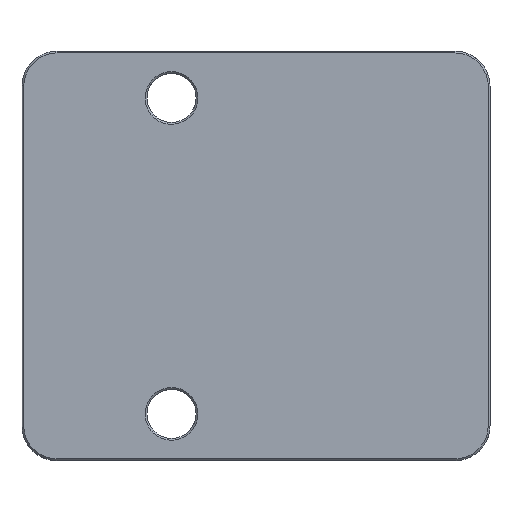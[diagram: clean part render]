
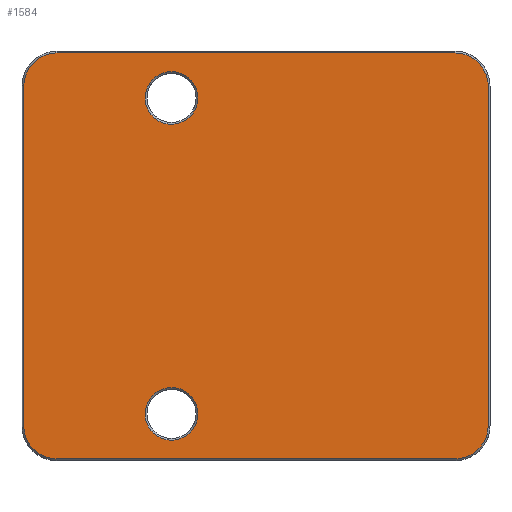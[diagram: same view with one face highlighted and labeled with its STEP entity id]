
A CAD part, top view. The second image highlights one B-rep face of the part: STEP entity #1584.
In plain terms, the highlighted free-form (B-spline) face has degree [1, 1] with [2, 2] control points.
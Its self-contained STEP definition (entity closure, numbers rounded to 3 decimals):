
#1461=CARTESIAN_POINT('',(-22.,19.5,0.));
#1462=CARTESIAN_POINT('',(-22.,-24.5,0.));
#1463=CARTESIAN_POINT('',(22.,19.5,0.));
#1464=CARTESIAN_POINT('',(22.,-24.5,0.));
#1465=B_SPLINE_SURFACE_WITH_KNOTS('',1,1,((#1461,#1462),(#1463,#1464)),.PLANE_SURF.,.F.,.F.,.U.,(2,2),(2,2),(0.,1.),(0.,1.),.UNSPECIFIED.);
#1466=CARTESIAN_POINT('',(17.,-17.35,0.));
#1467=VERTEX_POINT('',#1466);
#1468=CARTESIAN_POINT('',(-17.,-17.35,0.));
#1469=VERTEX_POINT('',#1468);
#1470=CARTESIAN_POINT('',(17.,-17.35,0.));
#1471=CARTESIAN_POINT('',(-17.,-17.35,0.));
#1472=B_SPLINE_CURVE_WITH_KNOTS('',1,(#1470,#1471),.POLYLINE_FORM.,.F.,.U.,(2,2),(0.,1.),.UNSPECIFIED.);
#1473=EDGE_CURVE('',#1467,#1469,#1472,.T.);
#1474=ORIENTED_EDGE('',*,*,#1473,.T.);
#1475=CARTESIAN_POINT('',(-19.85,-14.5,0.));
#1476=VERTEX_POINT('',#1475);
#1477=CARTESIAN_POINT('',(-17.,-17.35,0.));
#1478=CARTESIAN_POINT('',(-19.85,-17.35,0.));
#1479=CARTESIAN_POINT('',(-19.85,-14.5,0.));
#1480=(BOUNDED_CURVE()B_SPLINE_CURVE(2,(#1477,#1478,#1479),.CIRCULAR_ARC.,.F.,.U.)B_SPLINE_CURVE_WITH_KNOTS((3,3),(0.,1.),.UNSPECIFIED.)CURVE()GEOMETRIC_REPRESENTATION_ITEM()RATIONAL_B_SPLINE_CURVE((1.,0.707,1.))REPRESENTATION_ITEM(''));
#1481=EDGE_CURVE('',#1469,#1476,#1480,.T.);
#1482=ORIENTED_EDGE('',*,*,#1481,.T.);
#1483=CARTESIAN_POINT('',(-19.849,14.497,0.));
#1484=VERTEX_POINT('',#1483);
#1485=CARTESIAN_POINT('',(-19.85,-14.5,0.));
#1486=CARTESIAN_POINT('',(-19.85,-7.828,0.));
#1487=CARTESIAN_POINT('',(-19.85,1.573,0.));
#1488=CARTESIAN_POINT('',(-19.85,6.121,0.));
#1489=CARTESIAN_POINT('',(-19.85,9.199,0.));
#1490=CARTESIAN_POINT('',(-19.85,11.154,0.));
#1491=CARTESIAN_POINT('',(-19.85,12.548,0.));
#1492=CARTESIAN_POINT('',(-19.85,13.68,0.));
#1493=CARTESIAN_POINT('',(-19.85,14.306,0.));
#1494=CARTESIAN_POINT('',(-19.849,14.497,0.));
#1495=B_SPLINE_CURVE_WITH_KNOTS('',2,(#1485,#1486,#1487,#1488,#1489,#1490,#1491,#1492,#1493,#1494),.UNSPECIFIED.,.F.,.U.,(3,1,1,1,1,1,1,1,3),(0.,0.458,0.645,0.77,0.857,0.905,0.952,0.982,0.995),.UNSPECIFIED.);
#1496=EDGE_CURVE('',#1476,#1484,#1495,.T.);
#1497=ORIENTED_EDGE('',*,*,#1496,.T.);
#1498=CARTESIAN_POINT('',(-17.003,17.349,0.));
#1499=VERTEX_POINT('',#1498);
#1500=CARTESIAN_POINT('',(-19.849,14.497,0.));
#1501=CARTESIAN_POINT('',(-19.85,15.678,0.));
#1502=CARTESIAN_POINT('',(-19.015,16.513,0.));
#1503=CARTESIAN_POINT('',(-18.182,17.347,0.));
#1504=CARTESIAN_POINT('',(-17.003,17.349,0.));
#1505=(BOUNDED_CURVE()B_SPLINE_CURVE(2,(#1500,#1501,#1502,#1503,#1504),.CIRCULAR_ARC.,.F.,.U.)B_SPLINE_CURVE_WITH_KNOTS((3,2,3),(0.,0.5,0.999),.UNSPECIFIED.)CURVE()GEOMETRIC_REPRESENTATION_ITEM()RATIONAL_B_SPLINE_CURVE((1.,0.924,1.,0.924,1.))REPRESENTATION_ITEM(''));
#1506=EDGE_CURVE('',#1484,#1499,#1505,.T.);
#1507=ORIENTED_EDGE('',*,*,#1506,.T.);
#1508=CARTESIAN_POINT('',(16.998,17.35,0.));
#1509=VERTEX_POINT('',#1508);
#1510=CARTESIAN_POINT('',(-17.003,17.35,0.));
#1511=CARTESIAN_POINT('',(16.997,17.35,0.));
#1512=B_SPLINE_CURVE_WITH_KNOTS('',1,(#1510,#1511),.POLYLINE_FORM.,.F.,.U.,(2,2),(0.,1.),.UNSPECIFIED.);
#1513=EDGE_CURVE('',#1499,#1509,#1512,.T.);
#1514=ORIENTED_EDGE('',*,*,#1513,.T.);
#1515=CARTESIAN_POINT('',(19.85,14.498,0.));
#1516=VERTEX_POINT('',#1515);
#1517=CARTESIAN_POINT('',(17.,17.35,0.));
#1518=CARTESIAN_POINT('',(18.181,17.35,0.));
#1519=CARTESIAN_POINT('',(19.016,16.514,0.));
#1520=CARTESIAN_POINT('',(19.85,15.68,0.));
#1521=CARTESIAN_POINT('',(19.85,14.5,0.));
#1522=(BOUNDED_CURVE()B_SPLINE_CURVE(2,(#1517,#1518,#1519,#1520,#1521),.CIRCULAR_ARC.,.F.,.U.)B_SPLINE_CURVE_WITH_KNOTS((3,2,3),(0.,0.5,0.999),.UNSPECIFIED.)CURVE()GEOMETRIC_REPRESENTATION_ITEM()RATIONAL_B_SPLINE_CURVE((1.,0.924,1.,0.924,1.))REPRESENTATION_ITEM(''));
#1523=EDGE_CURVE('',#1509,#1516,#1522,.T.);
#1524=ORIENTED_EDGE('',*,*,#1523,.T.);
#1525=CARTESIAN_POINT('',(19.85,-14.5,0.));
#1526=VERTEX_POINT('',#1525);
#1527=CARTESIAN_POINT('',(19.849,14.497,0.));
#1528=CARTESIAN_POINT('',(19.85,14.274,0.));
#1529=CARTESIAN_POINT('',(19.85,13.593,0.));
#1530=CARTESIAN_POINT('',(19.85,12.033,0.));
#1531=CARTESIAN_POINT('',(19.85,9.159,0.));
#1532=CARTESIAN_POINT('',(19.85,5.308,0.));
#1533=CARTESIAN_POINT('',(19.85,0.806,0.));
#1534=CARTESIAN_POINT('',(19.85,-3.928,0.));
#1535=CARTESIAN_POINT('',(19.85,-7.776,0.));
#1536=CARTESIAN_POINT('',(19.85,-10.342,0.));
#1537=CARTESIAN_POINT('',(19.85,-12.052,0.));
#1538=CARTESIAN_POINT('',(19.85,-13.192,0.));
#1539=CARTESIAN_POINT('',(19.85,-14.074,0.));
#1540=CARTESIAN_POINT('',(19.85,-14.5,0.));
#1541=B_SPLINE_CURVE_WITH_KNOTS('',2,(#1527,#1528,#1529,#1530,#1531,#1532,#1533,#1534,#1535,#1536,#1537,#1538,#1539,#1540),.UNSPECIFIED.,.F.,.U.,(3,1,1,1,1,1,1,1,1,1,1,1,3),(0.003,0.019,0.05,0.126,0.248,0.391,0.557,0.716,0.822,0.892,0.939,0.971,1.),.UNSPECIFIED.);
#1542=EDGE_CURVE('',#1516,#1526,#1541,.T.);
#1543=ORIENTED_EDGE('',*,*,#1542,.T.);
#1544=CARTESIAN_POINT('',(19.85,-14.5,0.));
#1545=CARTESIAN_POINT('',(19.85,-17.35,0.));
#1546=CARTESIAN_POINT('',(17.,-17.35,0.));
#1547=(BOUNDED_CURVE()B_SPLINE_CURVE(2,(#1544,#1545,#1546),.CIRCULAR_ARC.,.F.,.U.)B_SPLINE_CURVE_WITH_KNOTS((3,3),(0.,1.),.UNSPECIFIED.)CURVE()GEOMETRIC_REPRESENTATION_ITEM()RATIONAL_B_SPLINE_CURVE((1.,0.707,1.))REPRESENTATION_ITEM(''));
#1548=EDGE_CURVE('',#1526,#1467,#1547,.T.);
#1549=ORIENTED_EDGE('',*,*,#1548,.T.);
#1550=EDGE_LOOP('',(#1474,#1482,#1497,#1507,#1514,#1524,#1543,#1549));
#1551=FACE_OUTER_BOUND('',#1550,.F.);
#1552=CARTESIAN_POINT('',(-9.471,-13.5,0.));
#1553=VERTEX_POINT('',#1552);
#1554=CARTESIAN_POINT('',(-9.471,-13.5,0.));
#1555=CARTESIAN_POINT('',(-9.471,-11.25,0.));
#1556=CARTESIAN_POINT('',(-7.221,-11.25,0.));
#1557=CARTESIAN_POINT('',(-4.971,-11.25,0.));
#1558=CARTESIAN_POINT('',(-4.971,-13.5,0.));
#1559=CARTESIAN_POINT('',(-4.971,-15.75,0.));
#1560=CARTESIAN_POINT('',(-7.221,-15.75,0.));
#1561=CARTESIAN_POINT('',(-9.471,-15.75,0.));
#1562=CARTESIAN_POINT('',(-9.471,-13.5,0.));
#1563=(BOUNDED_CURVE()B_SPLINE_CURVE(2,(#1554,#1555,#1556,#1557,#1558,#1559,#1560,#1561,#1562),.CIRCULAR_ARC.,.T.,.U.)B_SPLINE_CURVE_WITH_KNOTS((3,2,2,2,3),(0.,0.25,0.5,0.75,1.),.UNSPECIFIED.)CURVE()GEOMETRIC_REPRESENTATION_ITEM()RATIONAL_B_SPLINE_CURVE((1.,0.707,1.,0.707,1.,0.707,1.,0.707,1.))REPRESENTATION_ITEM(''));
#1564=EDGE_CURVE('',#1553,#1553,#1563,.T.);
#1565=ORIENTED_EDGE('',*,*,#1564,.F.);
#1566=EDGE_LOOP('',(#1565));
#1567=FACE_BOUND('',#1566,.F.);
#1568=CARTESIAN_POINT('',(-9.471,13.5,0.));
#1569=VERTEX_POINT('',#1568);
#1570=CARTESIAN_POINT('',(-9.471,13.5,0.));
#1571=CARTESIAN_POINT('',(-9.471,15.75,0.));
#1572=CARTESIAN_POINT('',(-7.221,15.75,0.));
#1573=CARTESIAN_POINT('',(-4.971,15.75,0.));
#1574=CARTESIAN_POINT('',(-4.971,13.5,0.));
#1575=CARTESIAN_POINT('',(-4.971,11.25,0.));
#1576=CARTESIAN_POINT('',(-7.221,11.25,0.));
#1577=CARTESIAN_POINT('',(-9.471,11.25,0.));
#1578=CARTESIAN_POINT('',(-9.471,13.5,0.));
#1579=(BOUNDED_CURVE()B_SPLINE_CURVE(2,(#1570,#1571,#1572,#1573,#1574,#1575,#1576,#1577,#1578),.CIRCULAR_ARC.,.T.,.U.)B_SPLINE_CURVE_WITH_KNOTS((3,2,2,2,3),(0.,0.25,0.5,0.75,1.),.UNSPECIFIED.)CURVE()GEOMETRIC_REPRESENTATION_ITEM()RATIONAL_B_SPLINE_CURVE((1.,0.707,1.,0.707,1.,0.707,1.,0.707,1.))REPRESENTATION_ITEM(''));
#1580=EDGE_CURVE('',#1569,#1569,#1579,.T.);
#1581=ORIENTED_EDGE('',*,*,#1580,.F.);
#1582=EDGE_LOOP('',(#1581));
#1583=FACE_BOUND('',#1582,.F.);
#1584=ADVANCED_FACE('',(#1551,#1567,#1583),#1465,.F.);
